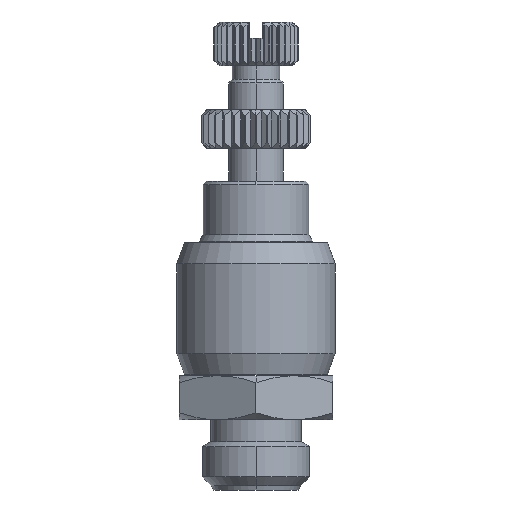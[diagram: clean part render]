
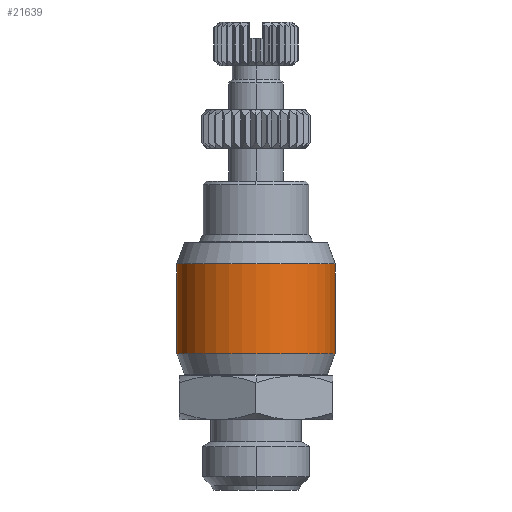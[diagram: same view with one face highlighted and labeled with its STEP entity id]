
A CAD part, left-side view. The second image highlights one B-rep face of the part: STEP entity #21639.
In plain terms, the highlighted cylindrical face has radius 7.2 mm (diameter 14.4 mm), a partial arc.
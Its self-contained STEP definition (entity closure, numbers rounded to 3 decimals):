
#492 = AXIS2_PLACEMENT_3D ( 'NONE', #18572, #1672, #14322 ) ;
#836 = VECTOR ( 'NONE', #10632, 1000. ) ;
#996 = ORIENTED_EDGE ( 'NONE', *, *, #5173, .T. ) ;
#1672 = DIRECTION ( 'NONE',  ( 0., 0., -1. ) ) ;
#1905 = CARTESIAN_POINT ( 'NONE',  ( 44.215, 26.82, -1.121 ) ) ;
#1922 = EDGE_CURVE ( 'NONE', #21648, #18805, #26296, .T. ) ;
#2950 = LINE ( 'NONE', #6459, #9615 ) ;
#3471 = AXIS2_PLACEMENT_3D ( 'NONE', #14128, #15927, #22506 ) ;
#3928 = CARTESIAN_POINT ( 'NONE',  ( 44.215, 12.42, 2.956 ) ) ;
#5173 = EDGE_CURVE ( 'NONE', #21383, #10358, #23134, .T. ) ;
#5386 = AXIS2_PLACEMENT_3D ( 'NONE', #15572, #17761, #7105 ) ;
#6459 = CARTESIAN_POINT ( 'NONE',  ( 44.215, 26.82, 2.956 ) ) ;
#7105 = DIRECTION ( 'NONE',  ( 0., -1., 0. ) ) ;
#8495 = ORIENTED_EDGE ( 'NONE', *, *, #18771, .T. ) ;
#9406 = ORIENTED_EDGE ( 'NONE', *, *, #1922, .T. ) ;
#9615 = VECTOR ( 'NONE', #23666, 1000. ) ;
#10358 = VERTEX_POINT ( 'NONE', #26740 ) ;
#10555 = EDGE_CURVE ( 'NONE', #21648, #10358, #11556, .T. ) ;
#10632 = DIRECTION ( 'NONE',  ( 0., 0., -1. ) ) ;
#10845 = CARTESIAN_POINT ( 'NONE',  ( 44.215, 26.82, 7.033 ) ) ;
#11556 = LINE ( 'NONE', #3928, #836 ) ;
#11685 = ORIENTED_EDGE ( 'NONE', *, *, #10555, .F. ) ;
#12587 = EDGE_LOOP ( 'NONE', ( #9406, #8495, #996, #11685 ) ) ;
#13686 = CARTESIAN_POINT ( 'NONE',  ( 44.215, 12.42, 7.033 ) ) ;
#14128 = CARTESIAN_POINT ( 'NONE',  ( 44.215, 19.62, -1.121 ) ) ;
#14322 = DIRECTION ( 'NONE',  ( 0., -1., 0. ) ) ;
#15572 = CARTESIAN_POINT ( 'NONE',  ( 44.215, 19.62, 2.956 ) ) ;
#15927 = DIRECTION ( 'NONE',  ( 0., 0., 1. ) ) ;
#17638 = CYLINDRICAL_SURFACE ( 'NONE', #5386, 7.2 ) ;
#17761 = DIRECTION ( 'NONE',  ( 0., 0., -1. ) ) ;
#18572 = CARTESIAN_POINT ( 'NONE',  ( 44.215, 19.62, 7.033 ) ) ;
#18771 = EDGE_CURVE ( 'NONE', #18805, #21383, #2950, .T. ) ;
#18805 = VERTEX_POINT ( 'NONE', #10845 ) ;
#20328 = FACE_OUTER_BOUND ( 'NONE', #12587, .T. ) ;
#21383 = VERTEX_POINT ( 'NONE', #1905 ) ;
#21639 = ADVANCED_FACE ( 'NONE', ( #20328 ), #17638, .T. ) ;
#21648 = VERTEX_POINT ( 'NONE', #13686 ) ;
#22506 = DIRECTION ( 'NONE',  ( 0., -1., 0. ) ) ;
#23134 = CIRCLE ( 'NONE', #3471, 7.2 ) ;
#23666 = DIRECTION ( 'NONE',  ( 0., 0., -1. ) ) ;
#26296 = CIRCLE ( 'NONE', #492, 7.2 ) ;
#26740 = CARTESIAN_POINT ( 'NONE',  ( 44.215, 12.42, -1.121 ) ) ;
